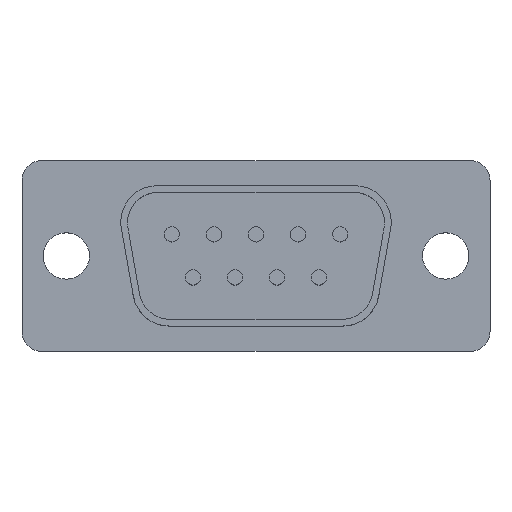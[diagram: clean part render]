
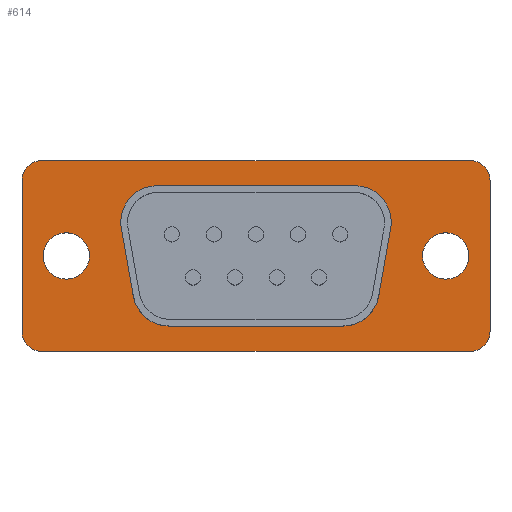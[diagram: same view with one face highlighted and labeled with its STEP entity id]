
A CAD part, top view. The second image highlights one B-rep face of the part: STEP entity #614.
In plain terms, the highlighted planar face has unit normal (0, 0, 1).
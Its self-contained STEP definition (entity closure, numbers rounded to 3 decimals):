
#614=ADVANCED_FACE('',(#1246,#1247,#1248,#1249),#1250,.T.);
#1246=FACE_BOUND('',#1876,.T.);
#1247=FACE_BOUND('',#1877,.T.);
#1248=FACE_BOUND('',#1878,.T.);
#1249=FACE_OUTER_BOUND('',#1879,.T.);
#1250=PLANE('',#1880);
#1876=EDGE_LOOP('',(#3581,#3582));
#1877=EDGE_LOOP('',(#3583,#3584));
#1878=EDGE_LOOP('',(#3585,#3586,#3587,#3588,#3589,#3590,#3591,#3592,#3593,#3594));
#1879=EDGE_LOOP('',(#3595,#3596,#3597,#3598,#3599,#3600,#3601,#3602));
#1880=AXIS2_PLACEMENT_3D('',#3603,#3604,#3605);
#3581=ORIENTED_EDGE('',*,*,#3698,.T.);
#3582=ORIENTED_EDGE('',*,*,#3703,.T.);
#3583=ORIENTED_EDGE('',*,*,#3693,.T.);
#3584=ORIENTED_EDGE('',*,*,#3706,.T.);
#3585=ORIENTED_EDGE('',*,*,#4244,.T.);
#3586=ORIENTED_EDGE('',*,*,#4240,.T.);
#3587=ORIENTED_EDGE('',*,*,#4236,.T.);
#3588=ORIENTED_EDGE('',*,*,#3635,.T.);
#3589=ORIENTED_EDGE('',*,*,#4233,.T.);
#3590=ORIENTED_EDGE('',*,*,#3628,.T.);
#3591=ORIENTED_EDGE('',*,*,#4250,.T.);
#3592=ORIENTED_EDGE('',*,*,#4252,.T.);
#3593=ORIENTED_EDGE('',*,*,#4256,.T.);
#3594=ORIENTED_EDGE('',*,*,#4260,.T.);
#3595=ORIENTED_EDGE('',*,*,#4264,.F.);
#3596=ORIENTED_EDGE('',*,*,#4293,.F.);
#3597=ORIENTED_EDGE('',*,*,#4289,.F.);
#3598=ORIENTED_EDGE('',*,*,#4285,.F.);
#3599=ORIENTED_EDGE('',*,*,#4281,.F.);
#3600=ORIENTED_EDGE('',*,*,#4277,.F.);
#3601=ORIENTED_EDGE('',*,*,#4273,.F.);
#3602=ORIENTED_EDGE('',*,*,#4269,.F.);
#3603=CARTESIAN_POINT('',(0.,0.0,0.0));
#3604=DIRECTION('',(0.0,0.0,1.0));
#3605=DIRECTION('',(1.0,0.0,0.0));
#3628=EDGE_CURVE('',#4301,#4298,#4302,.T.);
#3635=EDGE_CURVE('',#4308,#4312,#4314,.T.);
#3693=EDGE_CURVE('',#4418,#4415,#4419,.T.);
#3698=EDGE_CURVE('',#4427,#4424,#4428,.T.);
#3703=EDGE_CURVE('',#4424,#4427,#4434,.T.);
#3706=EDGE_CURVE('',#4415,#4418,#4437,.T.);
#4233=EDGE_CURVE('',#4312,#4301,#5178,.T.);
#4236=EDGE_CURVE('',#5181,#4308,#5182,.T.);
#4240=EDGE_CURVE('',#5187,#5181,#5188,.T.);
#4244=EDGE_CURVE('',#5193,#5187,#5194,.T.);
#4250=EDGE_CURVE('',#4298,#5201,#5203,.T.);
#4252=EDGE_CURVE('',#5201,#5205,#5206,.T.);
#4256=EDGE_CURVE('',#5205,#5211,#5212,.T.);
#4260=EDGE_CURVE('',#5211,#5193,#5217,.T.);
#4264=EDGE_CURVE('',#5221,#5222,#5223,.T.);
#4269=EDGE_CURVE('',#5222,#5230,#5231,.T.);
#4273=EDGE_CURVE('',#5230,#5236,#5237,.T.);
#4277=EDGE_CURVE('',#5236,#5242,#5243,.T.);
#4281=EDGE_CURVE('',#5242,#5248,#5249,.T.);
#4285=EDGE_CURVE('',#5248,#5254,#5255,.T.);
#4289=EDGE_CURVE('',#5254,#5260,#5261,.T.);
#4293=EDGE_CURVE('',#5260,#5221,#5266,.T.);
#4298=VERTEX_POINT('',#5271);
#4301=VERTEX_POINT('',#5275);
#4302=CIRCLE('',#5276,2.4);
#4308=VERTEX_POINT('',#5283);
#4312=VERTEX_POINT('',#5288);
#4314=CIRCLE('',#5291,2.4);
#4415=VERTEX_POINT('',#5414);
#4418=VERTEX_POINT('',#5418);
#4419=CIRCLE('',#5419,1.525);
#4424=VERTEX_POINT('',#5425);
#4427=VERTEX_POINT('',#5429);
#4428=CIRCLE('',#5430,1.525);
#4434=CIRCLE('',#5437,1.525);
#4437=CIRCLE('',#5440,1.525);
#5178=LINE('',#6554,#6555);
#5181=VERTEX_POINT('',#6559);
#5182=CIRCLE('',#6560,2.4);
#5187=VERTEX_POINT('',#6566);
#5188=LINE('',#6567,#6568);
#5193=VERTEX_POINT('',#6575);
#5194=CIRCLE('',#6576,2.4);
#5201=VERTEX_POINT('',#6584);
#5203=CIRCLE('',#6587,2.4);
#5205=VERTEX_POINT('',#6589);
#5206=LINE('',#6590,#6591);
#5211=VERTEX_POINT('',#6598);
#5212=CIRCLE('',#6599,2.4);
#5217=LINE('',#6605,#6606);
#5221=VERTEX_POINT('',#6611);
#5222=VERTEX_POINT('',#6612);
#5223=CIRCLE('',#6613,1.3);
#5230=VERTEX_POINT('',#6622);
#5231=LINE('',#6623,#6624);
#5236=VERTEX_POINT('',#6631);
#5237=CIRCLE('',#6632,1.3);
#5242=VERTEX_POINT('',#6638);
#5243=LINE('',#6639,#6640);
#5248=VERTEX_POINT('',#6647);
#5249=CIRCLE('',#6648,1.3);
#5254=VERTEX_POINT('',#6654);
#5255=LINE('',#6655,#6656);
#5260=VERTEX_POINT('',#6663);
#5261=CIRCLE('',#6664,1.3);
#5266=LINE('',#6670,#6671);
#5271=CARTESIAN_POINT('',(8.9,2.22,0.0));
#5275=CARTESIAN_POINT('',(6.5,4.62,0.0));
#5276=AXIS2_PLACEMENT_3D('',#6677,#6678,#6679);
#5283=CARTESIAN_POINT('',(-8.9,2.22,0.0));
#5288=CARTESIAN_POINT('',(-6.5,4.62,0.0));
#5291=AXIS2_PLACEMENT_3D('',#6689,#6690,#6691);
#5414=CARTESIAN_POINT('',(-10.97,0.,0.0));
#5418=CARTESIAN_POINT('',(-14.02,0.,0.0));
#5419=AXIS2_PLACEMENT_3D('',#6781,#6782,#6783);
#5425=CARTESIAN_POINT('',(14.02,0.,0.0));
#5429=CARTESIAN_POINT('',(10.97,0.,0.0));
#5430=AXIS2_PLACEMENT_3D('',#6789,#6790,#6791);
#5437=AXIS2_PLACEMENT_3D('',#6799,#6800,#6801);
#5440=AXIS2_PLACEMENT_3D('',#6805,#6806,#6807);
#6554=CARTESIAN_POINT('',(0.,4.62,0.0));
#6555=VECTOR('',#7275,1.0);
#6559=CARTESIAN_POINT('',(-8.864,1.803,0.0));
#6560=AXIS2_PLACEMENT_3D('',#7277,#7278,#7279);
#6566=CARTESIAN_POINT('',(-8.081,-2.637,0.0));
#6567=CARTESIAN_POINT('',(-8.38,-0.939,0.0));
#6568=VECTOR('',#7284,1.0);
#6575=CARTESIAN_POINT('',(-5.717,-4.62,0.0));
#6576=AXIS2_PLACEMENT_3D('',#7287,#7288,#7289);
#6584=CARTESIAN_POINT('',(8.864,1.803,0.0));
#6587=AXIS2_PLACEMENT_3D('',#7298,#7299,#7300);
#6589=CARTESIAN_POINT('',(8.081,-2.637,0.0));
#6590=CARTESIAN_POINT('',(8.38,-0.939,0.0));
#6591=VECTOR('',#7301,1.0);
#6598=CARTESIAN_POINT('',(5.717,-4.62,0.0));
#6599=AXIS2_PLACEMENT_3D('',#7304,#7305,#7306);
#6605=CARTESIAN_POINT('',(0.,-4.62,0.0));
#6606=VECTOR('',#7311,1.0);
#6611=CARTESIAN_POINT('',(-14.105,-6.275,0.0));
#6612=CARTESIAN_POINT('',(-15.405,-4.975,0.0));
#6613=AXIS2_PLACEMENT_3D('',#7313,#7314,#7315);
#6622=CARTESIAN_POINT('',(-15.405,4.975,0.0));
#6623=CARTESIAN_POINT('',(-15.405,4.975,0.0));
#6624=VECTOR('',#7321,1.0);
#6631=CARTESIAN_POINT('',(-14.105,6.275,0.0));
#6632=AXIS2_PLACEMENT_3D('',#7324,#7325,#7326);
#6638=CARTESIAN_POINT('',(14.105,6.275,0.0));
#6639=CARTESIAN_POINT('',(14.105,6.275,0.0));
#6640=VECTOR('',#7331,1.0);
#6647=CARTESIAN_POINT('',(15.405,4.975,0.0));
#6648=AXIS2_PLACEMENT_3D('',#7334,#7335,#7336);
#6654=CARTESIAN_POINT('',(15.405,-4.975,0.0));
#6655=CARTESIAN_POINT('',(15.405,-4.975,0.0));
#6656=VECTOR('',#7341,1.0);
#6663=CARTESIAN_POINT('',(14.105,-6.275,0.0));
#6664=AXIS2_PLACEMENT_3D('',#7344,#7345,#7346);
#6670=CARTESIAN_POINT('',(-14.105,-6.275,0.0));
#6671=VECTOR('',#7351,1.0);
#6677=CARTESIAN_POINT('',(6.5,2.22,0.0));
#6678=DIRECTION('',(0.0,0.0,-1.0));
#6679=DIRECTION('',(1.0,0.0,0.0));
#6689=CARTESIAN_POINT('',(-6.5,2.22,0.0));
#6690=DIRECTION('',(0.0,0.0,-1.0));
#6691=DIRECTION('',(1.0,0.0,0.0));
#6781=CARTESIAN_POINT('',(-12.495,0.0,0.0));
#6782=DIRECTION('',(0.0,0.0,-1.0));
#6783=DIRECTION('',(1.0,0.0,0.0));
#6789=CARTESIAN_POINT('',(12.495,0.0,0.0));
#6790=DIRECTION('',(0.0,0.0,-1.0));
#6791=DIRECTION('',(1.0,0.0,0.0));
#6799=CARTESIAN_POINT('',(12.495,0.0,0.0));
#6800=DIRECTION('',(0.0,0.0,-1.0));
#6801=DIRECTION('',(1.0,0.0,0.0));
#6805=CARTESIAN_POINT('',(-12.495,0.0,0.0));
#6806=DIRECTION('',(0.0,0.0,-1.0));
#6807=DIRECTION('',(1.0,0.0,0.0));
#7275=DIRECTION('',(1.0,0.0,0.0));
#7277=CARTESIAN_POINT('',(-6.5,2.22,0.0));
#7278=DIRECTION('',(0.0,0.0,-1.0));
#7279=DIRECTION('',(1.0,0.0,0.0));
#7284=DIRECTION('',(-0.174,0.985,0.0));
#7287=CARTESIAN_POINT('',(-5.717,-2.22,0.0));
#7288=DIRECTION('',(0.0,0.0,-1.0));
#7289=DIRECTION('',(1.0,0.0,0.0));
#7298=CARTESIAN_POINT('',(6.5,2.22,0.0));
#7299=DIRECTION('',(0.0,0.0,-1.0));
#7300=DIRECTION('',(1.0,0.0,0.0));
#7301=DIRECTION('',(-0.174,-0.985,0.0));
#7304=CARTESIAN_POINT('',(5.717,-2.22,0.0));
#7305=DIRECTION('',(0.0,0.0,-1.0));
#7306=DIRECTION('',(1.0,0.0,0.0));
#7311=DIRECTION('',(-1.0,0.0,0.0));
#7313=CARTESIAN_POINT('',(-14.105,-4.975,0.0));
#7314=DIRECTION('',(0.0,0.0,-1.0));
#7315=DIRECTION('',(1.0,0.0,0.0));
#7321=DIRECTION('',(0.0,1.0,0.0));
#7324=CARTESIAN_POINT('',(-14.105,4.975,0.0));
#7325=DIRECTION('',(0.0,0.0,-1.0));
#7326=DIRECTION('',(1.0,0.0,0.0));
#7331=DIRECTION('',(1.0,0.,0.0));
#7334=CARTESIAN_POINT('',(14.105,4.975,0.0));
#7335=DIRECTION('',(0.0,0.0,-1.0));
#7336=DIRECTION('',(1.0,0.0,0.0));
#7341=DIRECTION('',(-0.0,-1.0,-0.0));
#7344=CARTESIAN_POINT('',(14.105,-4.975,0.0));
#7345=DIRECTION('',(0.0,0.0,-1.0));
#7346=DIRECTION('',(1.0,0.0,0.0));
#7351=DIRECTION('',(-1.0,-0.0,-0.0));
